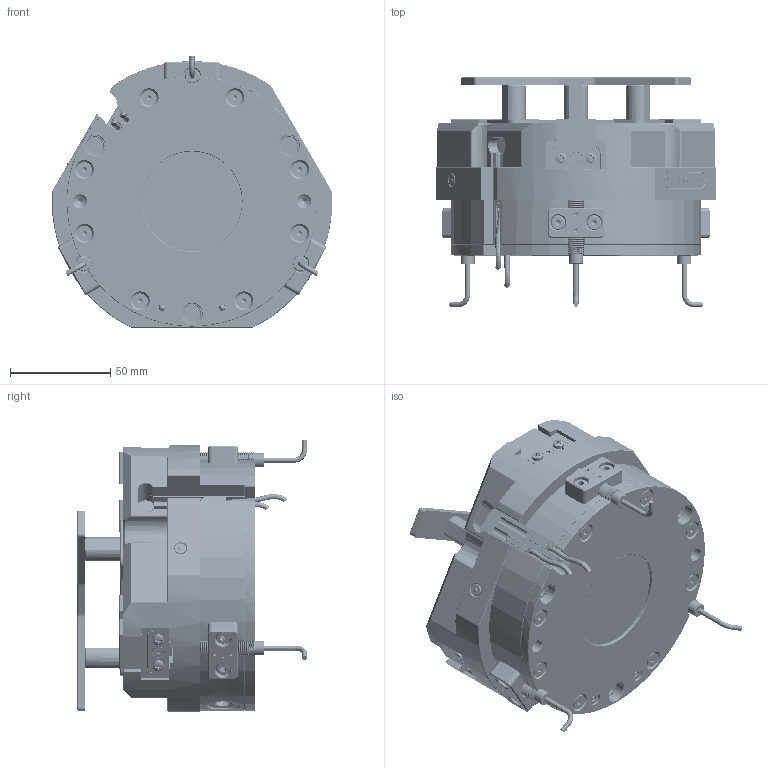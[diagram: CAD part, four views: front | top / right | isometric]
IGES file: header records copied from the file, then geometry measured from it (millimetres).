
Start section: SolidWorks IGES file using analytic representation for surfaces
Global section: file name: FY-JGZ 125-1.IGS; native system: SolidWorks 2020; preprocessor: SolidWorks 2020; author: Administrator; date: 231114.154747; units: millimetre
Bounding box: 140 x 114.66 x 135.38 mm (x, y, z)
Surface area: 174037.2 mm2 (no closed solid volume)
Topology: 0 solids, 0 shells, 5367 faces, 56295 edges, 56143 vertices
Faces by surface type: bspline 3678, revolution 1689
